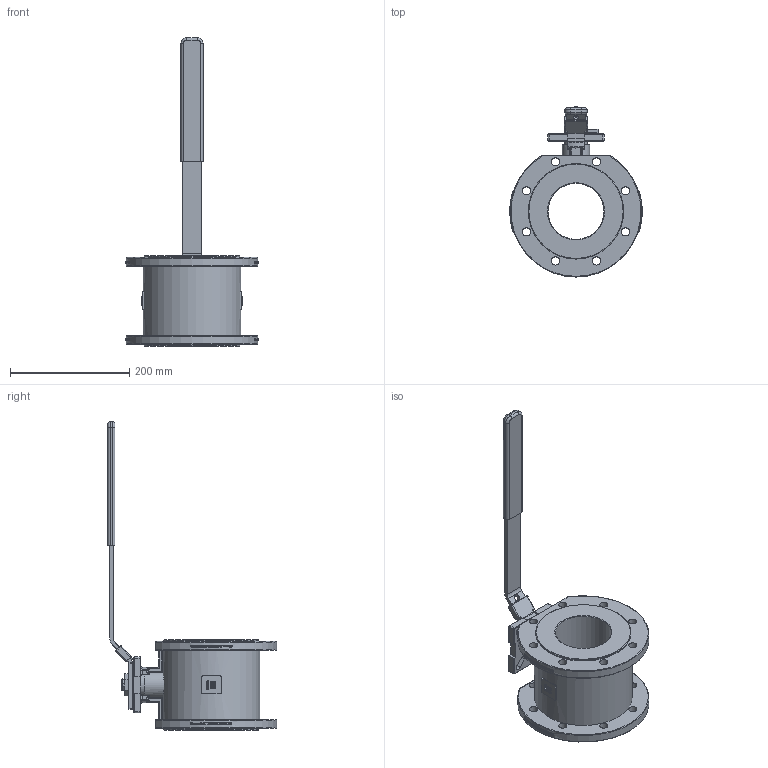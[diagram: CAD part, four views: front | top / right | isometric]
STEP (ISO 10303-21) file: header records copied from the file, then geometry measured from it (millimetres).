
FILE_DESCRIPTION(/* description */ ('771100'),/* implementation_level */ '2;1');
FILE_NAME(/* name */ '771100_new.stp',/* time_stamp */ '2021-10-05T16:51:03+02:00',/* author */ ('jmorand'),/* organization */ ('Sferaco'),/* preprocessor_version */ 'ST-DEVELOPER v18.1',/* originating_system */ 'Autodesk Inventor 2021',/* authorisation */ '');
FILE_SCHEMA (('AUTOMOTIVE_DESIGN { 1 0 10303 214 3 1 1 }'));
Products named in the file (1): 771100_ens_new_Shrinkwrap_1
Bounding box: 222 x 284.5 x 517.5 mm (x, y, z)
Volume: 2911597.9 mm3; surface area: 352696.4 mm2
Topology: 11 solids, 11 shells, 2831 faces, 7534 edges, 4963 vertices
Faces by surface type: bspline 1228, plane 1199, cylinder 341, torus 31, sphere 20, cone 12
Full cylindrical faces by diameter (mm): 4.917 x1, 6 x1, 8 x1, 10 x1, 13.835 x16, 17.294 x1, 22 x2, 24.376 x1, 26 x1, 38 x2, 46 x1, 55 x1, 94 x1, 160 x2
Entity records: 115234 total; most frequent: CARTESIAN_POINT 49002, ORIENTED_EDGE 15068, DIRECTION 9526, EDGE_CURVE 7534, VERTEX_POINT 4963, LINE 3990, VECTOR 3990, EDGE_LOOP 3131
